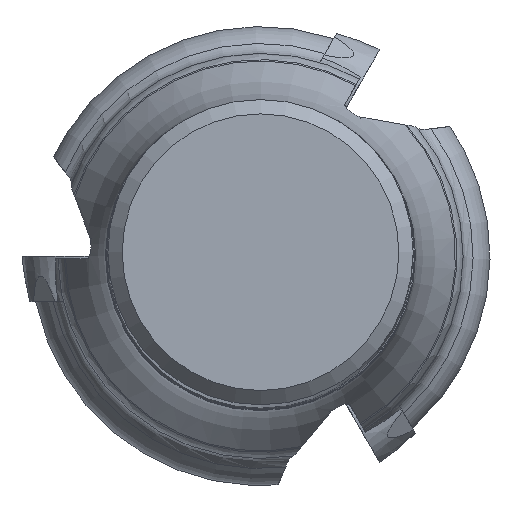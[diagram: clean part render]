
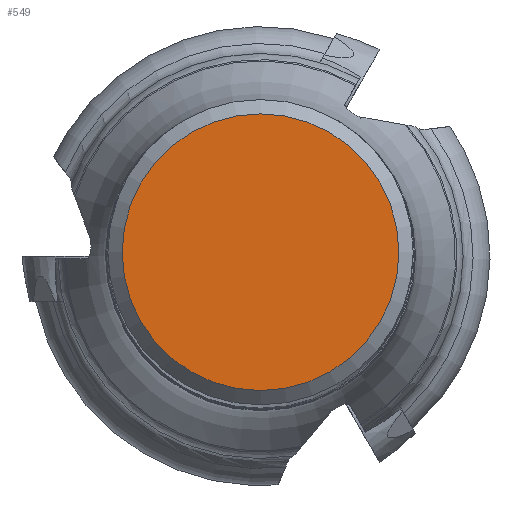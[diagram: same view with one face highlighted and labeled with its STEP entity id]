
A CAD part, top view. The second image highlights one B-rep face of the part: STEP entity #549.
In plain terms, the highlighted planar face has unit normal (0, 0, 1).
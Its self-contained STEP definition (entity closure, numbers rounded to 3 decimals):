
#370=FACE_OUTER_BOUND('',#938,.T.);
#549=ADVANCED_FACE('',(#370),#724,.T.);
#724=PLANE('',#3752);
#938=EDGE_LOOP('',(#1740));
#1178=CIRCLE('',#3750,14.496);
#1740=ORIENTED_EDGE('',*,*,#3012,.F.);
#2645=VERTEX_POINT('',#5750);
#3012=EDGE_CURVE('',#2645,#2645,#1178,.T.);
#3750=AXIS2_PLACEMENT_3D('',#5749,#4263,#4264);
#3752=AXIS2_PLACEMENT_3D('',#5752,#4267,#4268);
#4263=DIRECTION('',(0.,0.,-1.));
#4264=DIRECTION('',(-1.,0.,0.));
#4267=DIRECTION('',(0.,0.,1.));
#4268=DIRECTION('',(1.,0.,0.));
#5749=CARTESIAN_POINT('',(0.,0.,0.));
#5750=CARTESIAN_POINT('',(-14.496,0.,0.));
#5752=CARTESIAN_POINT('',(-14.496,0.,0.));
